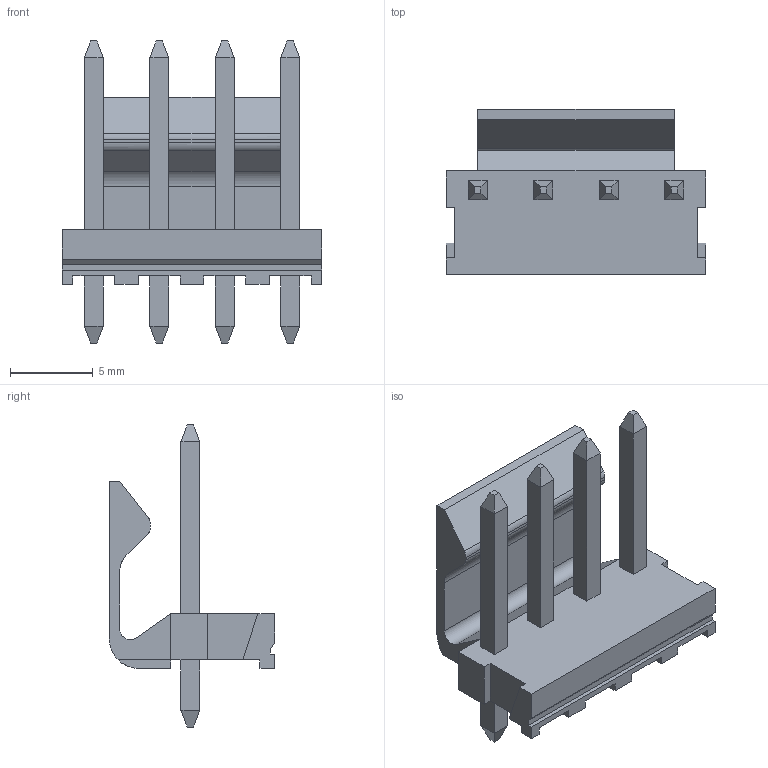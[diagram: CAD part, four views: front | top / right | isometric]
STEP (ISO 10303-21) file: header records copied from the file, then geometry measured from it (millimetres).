
FILE_DESCRIPTION (( 'STEP AP214' ), '1' );
FILE_NAME ('026604040.STEP', '2018-11-29T15:53:36', ( '' ), ( '' ), 'SwSTEP 2.0', 'SolidWorks 2018', '' );
FILE_SCHEMA (( 'AUTOMOTIVE_DESIGN' ));
Length unit declared in the file: inch
Products named in the file (1): 026604040
Bounding box: 15.7 x 10.01 x 18.29 mm (x, y, z)
Volume: 557.7 mm3; surface area: 957.1 mm2
Topology: 1 solids, 1 shells, 135 faces, 341 edges, 216 vertices
Faces by surface type: bspline 135
Entity records: 4710 total; most frequent: CARTESIAN_POINT 1585, ORIENTED_EDGE 682, EDGE_CURVE 341, B_SPLINE_CURVE_WITH_KNOTS 339, VERTEX_POINT 216, EDGE_LOOP 143, FACE_OUTER_BOUND 135, ADVANCED_FACE 135
